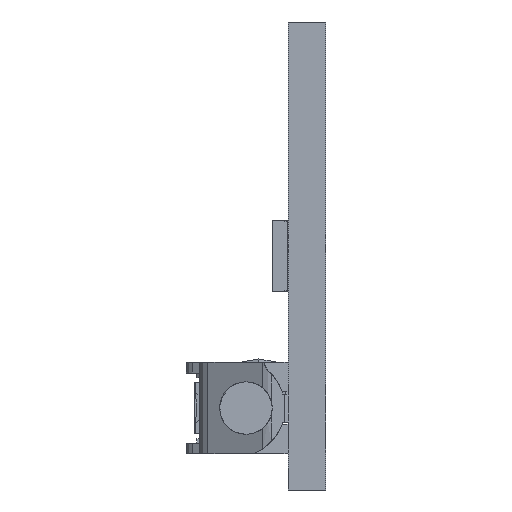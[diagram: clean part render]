
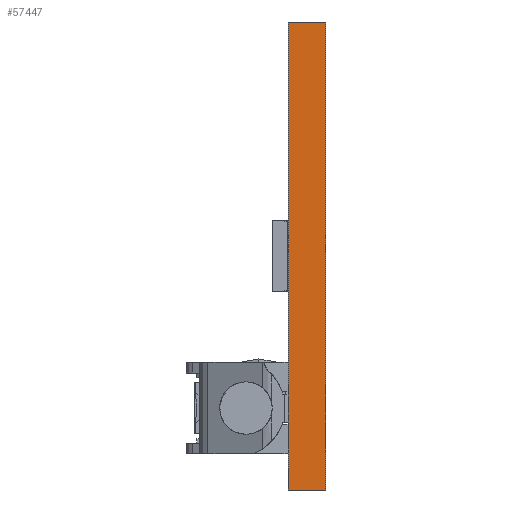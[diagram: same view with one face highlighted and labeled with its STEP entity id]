
A CAD part, left-side view. The second image highlights one B-rep face of the part: STEP entity #57447.
In plain terms, the highlighted planar face has unit normal (-1, 0, 0).
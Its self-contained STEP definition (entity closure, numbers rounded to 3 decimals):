
#3451 = FACE_OUTER_BOUND ( 'NONE', #14567, .T. ) ;
#3852 = EDGE_CURVE ( 'NONE', #49367, #53824, #16860, .T. ) ;
#10752 = CARTESIAN_POINT ( 'NONE',  ( 0., -1.6, 10. ) ) ;
#12235 = VERTEX_POINT ( 'NONE', #49551 ) ;
#13358 = VECTOR ( 'NONE', #56115, 1000. ) ;
#14567 = EDGE_LOOP ( 'NONE', ( #47475, #19497, #38349, #41792 ) ) ;
#16860 = LINE ( 'NONE', #43070, #55830 ) ;
#19497 = ORIENTED_EDGE ( 'NONE', *, *, #22989, .F. ) ;
#19694 = AXIS2_PLACEMENT_3D ( 'NONE', #47374, #57621, #27120 ) ;
#22050 = PLANE ( 'NONE',  #19694 ) ;
#22989 = EDGE_CURVE ( 'NONE', #12235, #53824, #46508, .T. ) ;
#23623 = VERTEX_POINT ( 'NONE', #10752 ) ;
#25264 = DIRECTION ( 'NONE',  ( 0., 1., 0. ) ) ;
#25408 = EDGE_CURVE ( 'NONE', #23623, #12235, #26792, .T. ) ;
#25442 = CARTESIAN_POINT ( 'NONE',  ( 0., -1.6, 0. ) ) ;
#26792 = LINE ( 'NONE', #25442, #13358 ) ;
#27120 = DIRECTION ( 'NONE',  ( 0., 0., -1. ) ) ;
#31551 = VECTOR ( 'NONE', #25264, 1000. ) ;
#32942 = VECTOR ( 'NONE', #65498, 1000. ) ;
#34788 = CARTESIAN_POINT ( 'NONE',  ( 0., -1.6, 10. ) ) ;
#37523 = CARTESIAN_POINT ( 'NONE',  ( 0., 0., 10. ) ) ;
#38349 = ORIENTED_EDGE ( 'NONE', *, *, #25408, .F. ) ;
#41792 = ORIENTED_EDGE ( 'NONE', *, *, #64244, .T. ) ;
#42461 = CARTESIAN_POINT ( 'NONE',  ( 0., 0., -10. ) ) ;
#43070 = CARTESIAN_POINT ( 'NONE',  ( 0., 0., 0. ) ) ;
#45007 = CARTESIAN_POINT ( 'NONE',  ( 0., -1.6, -10. ) ) ;
#46508 = LINE ( 'NONE', #45007, #32942 ) ;
#47374 = CARTESIAN_POINT ( 'NONE',  ( 0., -1.6, 0. ) ) ;
#47475 = ORIENTED_EDGE ( 'NONE', *, *, #3852, .T. ) ;
#49367 = VERTEX_POINT ( 'NONE', #37523 ) ;
#49551 = CARTESIAN_POINT ( 'NONE',  ( 0., -1.6, -10. ) ) ;
#53824 = VERTEX_POINT ( 'NONE', #42461 ) ;
#55830 = VECTOR ( 'NONE', #59802, 1000. ) ;
#56115 = DIRECTION ( 'NONE',  ( 0., 0., -1. ) ) ;
#57447 = ADVANCED_FACE ( 'NONE', ( #3451 ), #22050, .F. ) ;
#57621 = DIRECTION ( 'NONE',  ( 1., 0., 0. ) ) ;
#58687 = LINE ( 'NONE', #34788, #31551 ) ;
#59802 = DIRECTION ( 'NONE',  ( 0., 0., -1. ) ) ;
#64244 = EDGE_CURVE ( 'NONE', #23623, #49367, #58687, .T. ) ;
#65498 = DIRECTION ( 'NONE',  ( 0., 1., 0. ) ) ;
